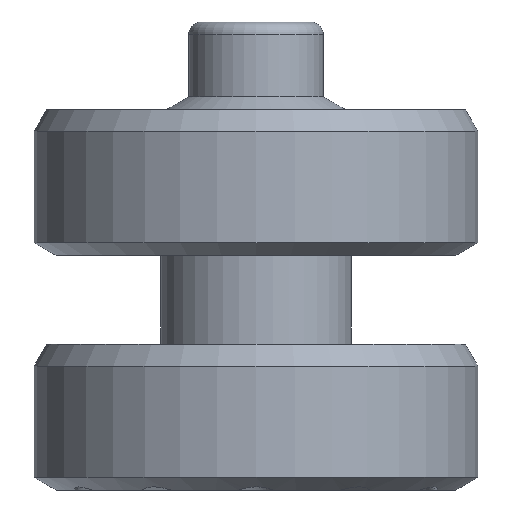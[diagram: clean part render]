
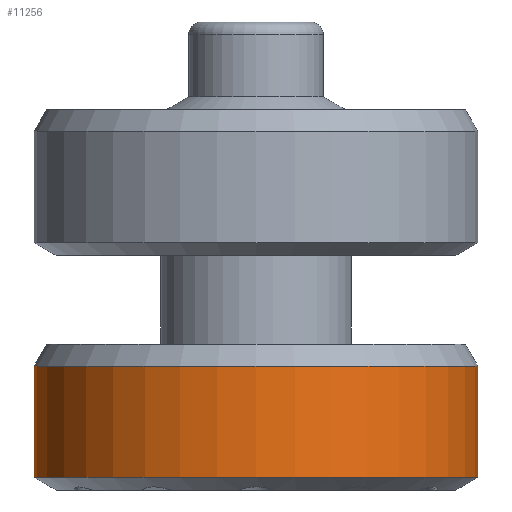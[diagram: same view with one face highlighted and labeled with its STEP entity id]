
A CAD part, front view. The second image highlights one B-rep face of the part: STEP entity #11256.
In plain terms, the highlighted cylindrical face has radius 17.5 mm (diameter 35 mm), a partial arc.
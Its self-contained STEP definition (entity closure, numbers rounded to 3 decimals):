
#415 = AXIS2_PLACEMENT_3D ( 'NONE', #11727, #12519, #4070 ) ;
#1970 = VECTOR ( 'NONE', #5212, 1000. ) ;
#2163 = EDGE_CURVE ( 'NONE', #2949, #7235, #5002, .T. ) ;
#2343 = FACE_OUTER_BOUND ( 'NONE', #7072, .T. ) ;
#2949 = VERTEX_POINT ( 'NONE', #3006 ) ;
#3006 = CARTESIAN_POINT ( 'NONE',  ( 17.5, 0., -5.232 ) ) ;
#3156 = ORIENTED_EDGE ( 'NONE', *, *, #10599, .F. ) ;
#3491 = VECTOR ( 'NONE', #9189, 1000. ) ;
#3716 = VERTEX_POINT ( 'NONE', #12713 ) ;
#3818 = EDGE_CURVE ( 'NONE', #3716, #9041, #10829, .T. ) ;
#4070 = DIRECTION ( 'NONE',  ( 1., 0., 0. ) ) ;
#4271 = CARTESIAN_POINT ( 'NONE',  ( -17.5, 0., -5.232 ) ) ;
#4651 = AXIS2_PLACEMENT_3D ( 'NONE', #11638, #5979, #9340 ) ;
#4992 = LINE ( 'NONE', #10500, #1970 ) ;
#5002 = CIRCLE ( 'NONE', #415, 17.5 ) ;
#5212 = DIRECTION ( 'NONE',  ( 0., 0., -1. ) ) ;
#5675 = CARTESIAN_POINT ( 'NONE',  ( 17.5, 0., -14. ) ) ;
#5979 = DIRECTION ( 'NONE',  ( 0., 0., 1. ) ) ;
#6121 = LINE ( 'NONE', #10411, #3491 ) ;
#7072 = EDGE_LOOP ( 'NONE', ( #3156, #13030, #12548, #8176 ) ) ;
#7235 = VERTEX_POINT ( 'NONE', #4271 ) ;
#8176 = ORIENTED_EDGE ( 'NONE', *, *, #3818, .T. ) ;
#9041 = VERTEX_POINT ( 'NONE', #5675 ) ;
#9189 = DIRECTION ( 'NONE',  ( 0., 0., -1. ) ) ;
#9340 = DIRECTION ( 'NONE',  ( 1., 0., 0. ) ) ;
#9456 = DIRECTION ( 'NONE',  ( -1., 0., 0. ) ) ;
#9532 = CARTESIAN_POINT ( 'NONE',  ( 0., 0., -15. ) ) ;
#9593 = DIRECTION ( 'NONE',  ( 0., 0., -1. ) ) ;
#10369 = AXIS2_PLACEMENT_3D ( 'NONE', #9532, #9593, #9456 ) ;
#10411 = CARTESIAN_POINT ( 'NONE',  ( 17.5, 0., -15. ) ) ;
#10500 = CARTESIAN_POINT ( 'NONE',  ( -17.5, 0., -15. ) ) ;
#10599 = EDGE_CURVE ( 'NONE', #2949, #9041, #6121, .T. ) ;
#10829 = CIRCLE ( 'NONE', #4651, 17.5 ) ;
#11005 = CYLINDRICAL_SURFACE ( 'NONE', #10369, 17.5 ) ;
#11256 = ADVANCED_FACE ( 'NONE', ( #2343 ), #11005, .T. ) ;
#11638 = CARTESIAN_POINT ( 'NONE',  ( 0., 0., -14. ) ) ;
#11727 = CARTESIAN_POINT ( 'NONE',  ( 0., 0., -5.232 ) ) ;
#12519 = DIRECTION ( 'NONE',  ( 0., 0., -1. ) ) ;
#12548 = ORIENTED_EDGE ( 'NONE', *, *, #13623, .T. ) ;
#12713 = CARTESIAN_POINT ( 'NONE',  ( -17.5, 0., -14. ) ) ;
#13030 = ORIENTED_EDGE ( 'NONE', *, *, #2163, .T. ) ;
#13623 = EDGE_CURVE ( 'NONE', #7235, #3716, #4992, .T. ) ;
